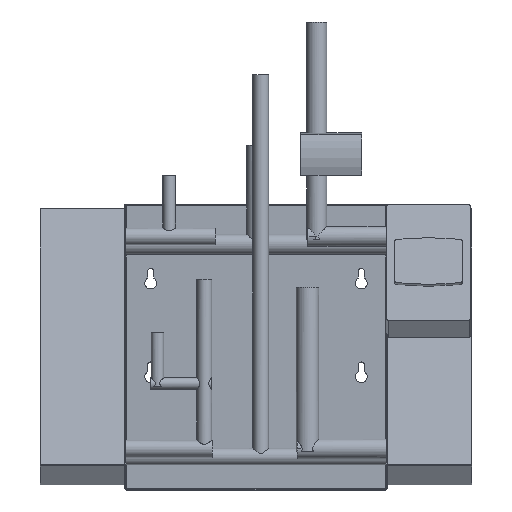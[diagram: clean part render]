
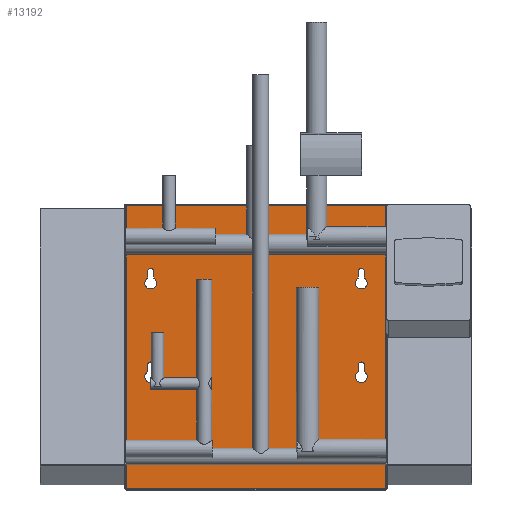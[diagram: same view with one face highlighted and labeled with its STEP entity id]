
A CAD part, top view. The second image highlights one B-rep face of the part: STEP entity #13192.
In plain terms, the highlighted planar face has unit normal (0, 0, 1).
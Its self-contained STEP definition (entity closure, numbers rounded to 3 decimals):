
#240=CIRCLE('',#14037,6.5);
#241=CIRCLE('',#14038,12.5);
#242=CIRCLE('',#14039,6.5);
#243=CIRCLE('',#14040,12.5);
#244=CIRCLE('',#14041,6.5);
#245=CIRCLE('',#14042,12.5);
#246=CIRCLE('',#14043,6.5);
#247=CIRCLE('',#14044,12.5);
#328=FACE_BOUND('',#2025,.T.);
#329=FACE_BOUND('',#2026,.T.);
#330=FACE_BOUND('',#2027,.T.);
#331=FACE_BOUND('',#2028,.T.);
#1226=FACE_OUTER_BOUND('',#2024,.T.);
#2024=EDGE_LOOP('',(#10161,#10162,#10163,#10164));
#2025=EDGE_LOOP('',(#10165,#10166,#10167,#10168));
#2026=EDGE_LOOP('',(#10169,#10170,#10171,#10172));
#2027=EDGE_LOOP('',(#10173,#10174,#10175,#10176));
#2028=EDGE_LOOP('',(#10177,#10178,#10179,#10180));
#3066=LINE('',#20009,#4469);
#3092=LINE('',#20226,#4495);
#3112=LINE('',#20321,#4515);
#3113=LINE('',#20322,#4516);
#3114=LINE('',#20327,#4517);
#3115=LINE('',#20330,#4518);
#3116=LINE('',#20335,#4519);
#3117=LINE('',#20338,#4520);
#3118=LINE('',#20343,#4521);
#3119=LINE('',#20346,#4522);
#3120=LINE('',#20351,#4523);
#3121=LINE('',#20354,#4524);
#4469=VECTOR('',#15664,10.);
#4495=VECTOR('',#15736,10.);
#4515=VECTOR('',#15816,10.);
#4516=VECTOR('',#15817,10.);
#4517=VECTOR('',#15820,10.);
#4518=VECTOR('',#15823,10.);
#4519=VECTOR('',#15826,10.);
#4520=VECTOR('',#15829,10.);
#4521=VECTOR('',#15832,10.);
#4522=VECTOR('',#15835,10.);
#4523=VECTOR('',#15838,10.);
#4524=VECTOR('',#15841,10.);
#5841=VERTEX_POINT('',#19956);
#5842=VERTEX_POINT('',#19989);
#5857=VERTEX_POINT('',#20173);
#5858=VERTEX_POINT('',#20206);
#5867=VERTEX_POINT('',#20323);
#5868=VERTEX_POINT('',#20324);
#5869=VERTEX_POINT('',#20326);
#5870=VERTEX_POINT('',#20328);
#5871=VERTEX_POINT('',#20331);
#5872=VERTEX_POINT('',#20332);
#5873=VERTEX_POINT('',#20334);
#5874=VERTEX_POINT('',#20336);
#5875=VERTEX_POINT('',#20339);
#5876=VERTEX_POINT('',#20340);
#5877=VERTEX_POINT('',#20342);
#5878=VERTEX_POINT('',#20344);
#5879=VERTEX_POINT('',#20347);
#5880=VERTEX_POINT('',#20348);
#5881=VERTEX_POINT('',#20350);
#5882=VERTEX_POINT('',#20352);
#7352=EDGE_CURVE('',#5842,#5841,#3066,.T.);
#7394=EDGE_CURVE('',#5858,#5857,#3092,.T.);
#7427=EDGE_CURVE('',#5841,#5858,#3112,.T.);
#7428=EDGE_CURVE('',#5857,#5842,#3113,.T.);
#7429=EDGE_CURVE('',#5867,#5868,#240,.T.);
#7430=EDGE_CURVE('',#5868,#5869,#3114,.T.);
#7431=EDGE_CURVE('',#5869,#5870,#241,.T.);
#7432=EDGE_CURVE('',#5870,#5867,#3115,.T.);
#7433=EDGE_CURVE('',#5871,#5872,#242,.T.);
#7434=EDGE_CURVE('',#5872,#5873,#3116,.T.);
#7435=EDGE_CURVE('',#5873,#5874,#243,.T.);
#7436=EDGE_CURVE('',#5874,#5871,#3117,.T.);
#7437=EDGE_CURVE('',#5875,#5876,#244,.T.);
#7438=EDGE_CURVE('',#5876,#5877,#3118,.T.);
#7439=EDGE_CURVE('',#5877,#5878,#245,.T.);
#7440=EDGE_CURVE('',#5878,#5875,#3119,.T.);
#7441=EDGE_CURVE('',#5879,#5880,#246,.T.);
#7442=EDGE_CURVE('',#5880,#5881,#3120,.T.);
#7443=EDGE_CURVE('',#5881,#5882,#247,.T.);
#7444=EDGE_CURVE('',#5882,#5879,#3121,.T.);
#10161=ORIENTED_EDGE('',*,*,#7352,.T.);
#10162=ORIENTED_EDGE('',*,*,#7427,.T.);
#10163=ORIENTED_EDGE('',*,*,#7394,.T.);
#10164=ORIENTED_EDGE('',*,*,#7428,.T.);
#10165=ORIENTED_EDGE('',*,*,#7429,.T.);
#10166=ORIENTED_EDGE('',*,*,#7430,.T.);
#10167=ORIENTED_EDGE('',*,*,#7431,.T.);
#10168=ORIENTED_EDGE('',*,*,#7432,.T.);
#10169=ORIENTED_EDGE('',*,*,#7433,.T.);
#10170=ORIENTED_EDGE('',*,*,#7434,.T.);
#10171=ORIENTED_EDGE('',*,*,#7435,.T.);
#10172=ORIENTED_EDGE('',*,*,#7436,.T.);
#10173=ORIENTED_EDGE('',*,*,#7437,.T.);
#10174=ORIENTED_EDGE('',*,*,#7438,.T.);
#10175=ORIENTED_EDGE('',*,*,#7439,.T.);
#10176=ORIENTED_EDGE('',*,*,#7440,.T.);
#10177=ORIENTED_EDGE('',*,*,#7441,.T.);
#10178=ORIENTED_EDGE('',*,*,#7442,.T.);
#10179=ORIENTED_EDGE('',*,*,#7443,.T.);
#10180=ORIENTED_EDGE('',*,*,#7444,.T.);
#12592=PLANE('',#14036);
#13192=ADVANCED_FACE('',(#1226,#328,#329,#330,#331),#12592,.T.);
#14036=AXIS2_PLACEMENT_3D('',#20320,#15814,#15815);
#14037=AXIS2_PLACEMENT_3D('',#20325,#15818,#15819);
#14038=AXIS2_PLACEMENT_3D('',#20329,#15821,#15822);
#14039=AXIS2_PLACEMENT_3D('',#20333,#15824,#15825);
#14040=AXIS2_PLACEMENT_3D('',#20337,#15827,#15828);
#14041=AXIS2_PLACEMENT_3D('',#20341,#15830,#15831);
#14042=AXIS2_PLACEMENT_3D('',#20345,#15833,#15834);
#14043=AXIS2_PLACEMENT_3D('',#20349,#15836,#15837);
#14044=AXIS2_PLACEMENT_3D('',#20353,#15839,#15840);
#15664=DIRECTION('',(1.,0.,0.));
#15736=DIRECTION('',(-1.,0.,0.));
#15814=DIRECTION('center_axis',(0.,0.,1.));
#15815=DIRECTION('ref_axis',(1.,0.,0.));
#15816=DIRECTION('',(0.,1.,0.));
#15817=DIRECTION('',(0.,-1.,0.));
#15818=DIRECTION('center_axis',(0.,0.,-1.));
#15819=DIRECTION('ref_axis',(-1.,0.,0.));
#15820=DIRECTION('',(0.,-1.,0.));
#15821=DIRECTION('center_axis',(0.,0.,-1.));
#15822=DIRECTION('ref_axis',(-1.,0.,0.));
#15823=DIRECTION('',(0.,1.,0.));
#15824=DIRECTION('center_axis',(0.,0.,-1.));
#15825=DIRECTION('ref_axis',(-1.,0.,0.));
#15826=DIRECTION('',(0.,-1.,0.));
#15827=DIRECTION('center_axis',(0.,0.,-1.));
#15828=DIRECTION('ref_axis',(-1.,0.,0.));
#15829=DIRECTION('',(0.,1.,0.));
#15830=DIRECTION('center_axis',(0.,0.,-1.));
#15831=DIRECTION('ref_axis',(-1.,0.,0.));
#15832=DIRECTION('',(0.,-1.,0.));
#15833=DIRECTION('center_axis',(0.,0.,-1.));
#15834=DIRECTION('ref_axis',(-1.,0.,0.));
#15835=DIRECTION('',(0.,1.,0.));
#15836=DIRECTION('center_axis',(0.,0.,-1.));
#15837=DIRECTION('ref_axis',(-1.,0.,0.));
#15838=DIRECTION('',(0.,-1.,0.));
#15839=DIRECTION('center_axis',(0.,0.,-1.));
#15840=DIRECTION('ref_axis',(-1.,0.,0.));
#15841=DIRECTION('',(0.,1.,0.));
#19956=CARTESIAN_POINT('',(277.,-302.,2.));
#19989=CARTESIAN_POINT('',(-277.,-302.,2.));
#20009=CARTESIAN_POINT('',(138.5,-302.,2.));
#20173=CARTESIAN_POINT('',(-277.,302.,2.));
#20206=CARTESIAN_POINT('',(277.,302.,2.));
#20226=CARTESIAN_POINT('',(-138.5,302.,2.));
#20320=CARTESIAN_POINT('Origin',(0.,0.,
2.));
#20321=CARTESIAN_POINT('',(277.,152.5,2.));
#20322=CARTESIAN_POINT('',(-277.,-152.5,2.));
#20323=CARTESIAN_POINT('',(-231.5,162.,2.));
#20324=CARTESIAN_POINT('',(-218.5,162.,2.));
#20325=CARTESIAN_POINT('Origin',(-225.,162.,2.));
#20326=CARTESIAN_POINT('',(-218.5,147.677,2.));
#20327=CARTESIAN_POINT('',(-218.5,73.839,2.));
#20328=CARTESIAN_POINT('',(-231.5,147.677,2.));
#20329=CARTESIAN_POINT('Origin',(-225.,137.,2.));
#20330=CARTESIAN_POINT('',(-231.5,81.,2.));
#20331=CARTESIAN_POINT('',(218.5,162.,2.));
#20332=CARTESIAN_POINT('',(231.5,162.,2.));
#20333=CARTESIAN_POINT('Origin',(225.,162.,2.));
#20334=CARTESIAN_POINT('',(231.5,147.677,2.));
#20335=CARTESIAN_POINT('',(231.5,73.839,2.));
#20336=CARTESIAN_POINT('',(218.5,147.677,2.));
#20337=CARTESIAN_POINT('Origin',(225.,137.,2.));
#20338=CARTESIAN_POINT('',(218.5,81.,2.));
#20339=CARTESIAN_POINT('',(218.5,-38.,2.));
#20340=CARTESIAN_POINT('',(231.5,-38.,2.));
#20341=CARTESIAN_POINT('Origin',(225.,-38.,2.));
#20342=CARTESIAN_POINT('',(231.5,-52.323,2.));
#20343=CARTESIAN_POINT('',(231.5,-26.161,2.));
#20344=CARTESIAN_POINT('',(218.5,-52.323,2.));
#20345=CARTESIAN_POINT('Origin',(225.,-63.,2.));
#20346=CARTESIAN_POINT('',(218.5,-19.,2.));
#20347=CARTESIAN_POINT('',(-231.5,-38.,2.));
#20348=CARTESIAN_POINT('',(-218.5,-38.,2.));
#20349=CARTESIAN_POINT('Origin',(-225.,-38.,2.));
#20350=CARTESIAN_POINT('',(-218.5,-52.323,2.));
#20351=CARTESIAN_POINT('',(-218.5,-26.161,2.));
#20352=CARTESIAN_POINT('',(-231.5,-52.323,2.));
#20353=CARTESIAN_POINT('Origin',(-225.,-63.,2.));
#20354=CARTESIAN_POINT('',(-231.5,-19.,2.));
